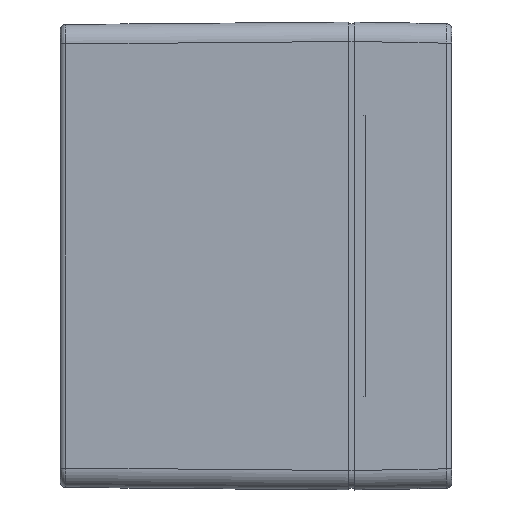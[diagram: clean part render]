
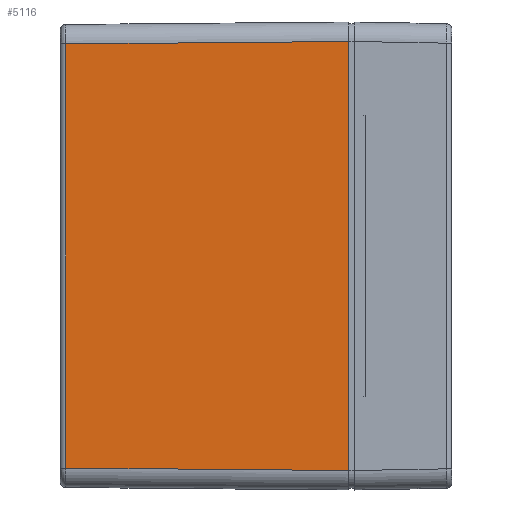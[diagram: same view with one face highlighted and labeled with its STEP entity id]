
A CAD part, front view. The second image highlights one B-rep face of the part: STEP entity #5116.
In plain terms, the highlighted planar face has unit normal (-0.009, -1, 0).
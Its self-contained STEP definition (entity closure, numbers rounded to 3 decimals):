
#240=LINE('',#9219,#552);
#243=LINE('',#9335,#555);
#245=LINE('',#9341,#557);
#246=LINE('',#9342,#558);
#552=VECTOR('',#7236,10.873);
#555=VECTOR('',#7255,7.252);
#557=VECTOR('',#7261,7.252);
#558=VECTOR('',#7262,11.);
#814=PLANE('',#5788);
#1391=FACE_OUTER_BOUND('',#1807,.T.);
#1807=EDGE_LOOP('',(#4417,#4418,#4419,#4420));
#2593=VERTEX_POINT('',#9203);
#2597=VERTEX_POINT('',#9215);
#2603=VERTEX_POINT('',#9334);
#2605=VERTEX_POINT('',#9340);
#3230=EDGE_CURVE('',#2593,#2597,#240,.T.);
#3239=EDGE_CURVE('',#2597,#2603,#243,.T.);
#3242=EDGE_CURVE('',#2605,#2593,#245,.T.);
#3243=EDGE_CURVE('',#2605,#2603,#246,.T.);
#4417=ORIENTED_EDGE('',*,*,#3230,.F.);
#4418=ORIENTED_EDGE('',*,*,#3242,.F.);
#4419=ORIENTED_EDGE('',*,*,#3243,.T.);
#4420=ORIENTED_EDGE('',*,*,#3239,.F.);
#5116=ADVANCED_FACE('',(#1391),#814,.T.);
#5788=AXIS2_PLACEMENT_3D('',#9339,#7259,#7260);
#7236=DIRECTION('',(0.,0.,1.));
#7255=DIRECTION('',(1.,-0.009,0.009));
#7259=DIRECTION('center_axis',(-0.009,-1.,0.));
#7260=DIRECTION('ref_axis',(0.,0.,-1.));
#7261=DIRECTION('',(-1.,0.009,0.009));
#7262=DIRECTION('',(0.,0.,1.));
#9203=CARTESIAN_POINT('',(0.148,-11.961,-5.436));
#9215=CARTESIAN_POINT('',(0.148,-11.961,5.436));
#9219=CARTESIAN_POINT('',(0.148,-11.961,-5.436));
#9334=CARTESIAN_POINT('',(7.4,-12.025,5.5));
#9335=CARTESIAN_POINT('',(0.148,-11.961,5.436));
#9339=CARTESIAN_POINT('Origin',(7.4,-12.025,-6.));
#9340=CARTESIAN_POINT('',(7.4,-12.025,-5.5));
#9341=CARTESIAN_POINT('',(7.4,-12.025,-5.5));
#9342=CARTESIAN_POINT('',(7.4,-12.025,-5.5));
